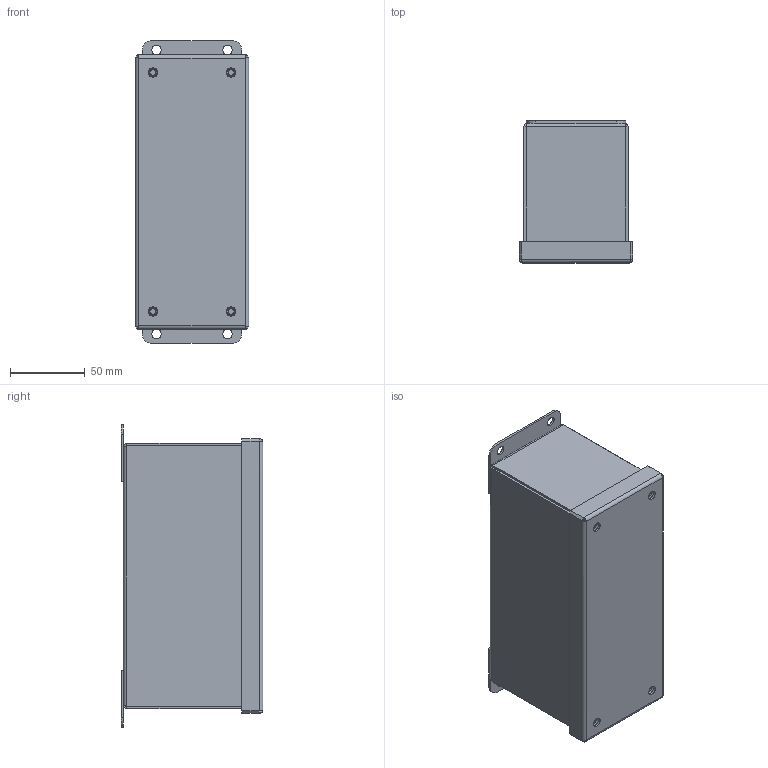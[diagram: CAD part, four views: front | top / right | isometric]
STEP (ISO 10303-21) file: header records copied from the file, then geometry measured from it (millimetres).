
FILE_DESCRIPTION( ( 'Unknown' ), '1' );
FILE_NAME( '3PBMC.stp', 'Unknown', ( 'Unknown' ), ( 'Unknown' ), 'PSStep 16.0.42', 'Unknown', ' ' );
FILE_SCHEMA( ( 'AUTOMOTIVE_DESIGN { 1 0 10303 214 1 1 1 1 }' ) );
Length unit declared in the file: millimetre
Products named in the file (9): 3PBM_BOITIER; 3PBM-B; INSERT 10-32 AVK ALS4-1032-130; 3PBM-P; 10-32 x 0.500 AC_CD 201-008-772; 3PBMC_COUVERCLE; 3PBMC-C; 3PBMC_GASKET; Assem1
Assembly tree (12 placements, depth 3):
  Assem1
    3PBM_BOITIER
      3PBM-B
      INSERT 10-32 AVK ALS4-1032-130  x4
      3PBM-P  x2
      10-32 x 0.500 AC_CD 201-008-772
    3PBMC_COUVERCLE
      3PBMC-C
      3PBMC_GASKET
Bounding box: 76.2 x 95.12 x 203.2 mm (x, y, z)
Volume: 177383.9 mm3; surface area: 193838.4 mm2
Topology: 10 solids, 10 shells, 335 faces, 773 edges, 493 vertices
Faces by surface type: plane 205, cylinder 73, extrusion 28, bspline 16, cone 9, torus 4
Full cylindrical faces by diameter (mm): 0.508 x1, 3.023 x1, 3.175 x1, 4.039 x4, 4.826 x1, 5.486 x4, 6.223 x4, 6.35 x12, 6.502 x1, 6.731 x4, 7.366 x4, 7.518 x4, 7.925 x4
Entity records: 12282 total; most frequent: CARTESIAN_POINT 3579, ORIENTED_EDGE 1260, DIRECTION 1076, EDGE_CURVE 630, VERTEX_POINT 420, EDGE_LOOP 406, VECTOR 366, AXIS2_PLACEMENT_3D 355
